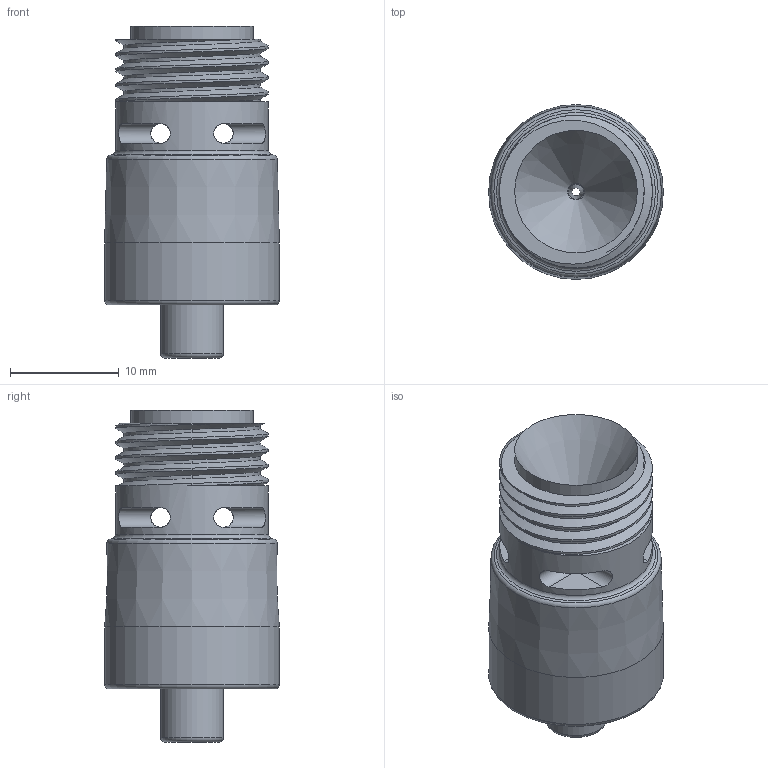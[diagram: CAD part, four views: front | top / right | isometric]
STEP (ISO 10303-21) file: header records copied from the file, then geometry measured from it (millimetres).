
FILE_DESCRIPTION(/* description */ (''),/* implementation_level */ '2;1');
FILE_NAME(/* name */ 'Vortran Venturi v5.step',/* time_stamp */ '2020-04-02T23:00:33-07:00',/* author */ (''),/* organization */ (''),/* preprocessor_version */ 'ST-DEVELOPER v18',/* originating_system */ 'Autodesk Translation Framework v8.12.0.6',/* authorisation */ '');
FILE_SCHEMA (('AUTOMOTIVE_DESIGN { 1 0 10303 214 3 1 1 }'));
Length unit declared in the file: millimetre
Products named in the file (1): Vortran Venturi
Bounding box: 16.1 x 16.1 x 30.6 mm (x, y, z)
Volume: 3071.5 mm3; surface area: 3165.5 mm2
Topology: 2 solids, 2 shells, 83 faces, 223 edges, 147 vertices
Faces by surface type: cylinder 30, torus 20, plane 16, cone 15, bspline 2
Full cylindrical faces by diameter (mm): 5.8 x1, 11.3 x1, 12.573 x3, 14.087 x5, 16.1 x1
Entity records: 4332 total; most frequent: CARTESIAN_POINT 2143, DIRECTION 484, ORIENTED_EDGE 446, EDGE_CURVE 223, AXIS2_PLACEMENT_3D 220, VERTEX_POINT 147, CIRCLE 122, EDGE_LOOP 98
